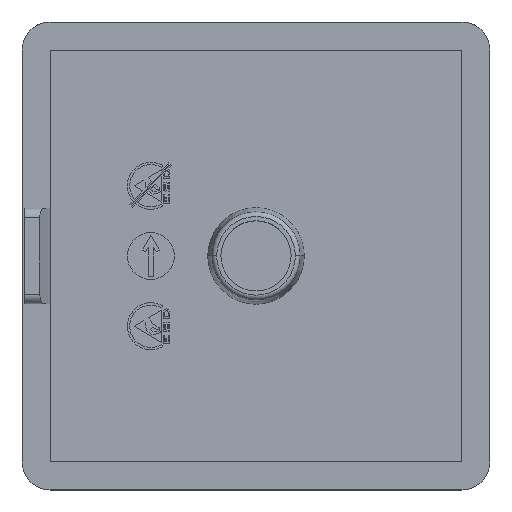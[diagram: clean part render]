
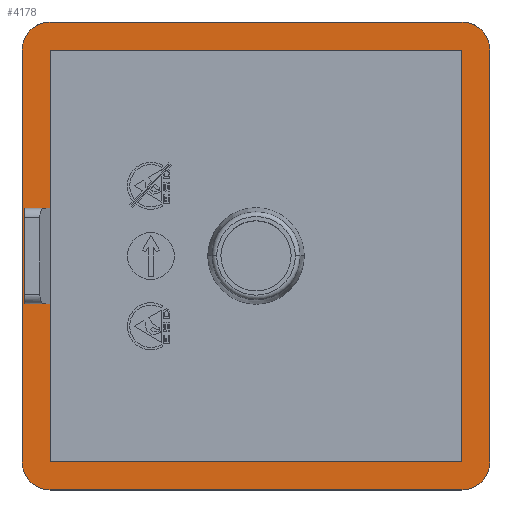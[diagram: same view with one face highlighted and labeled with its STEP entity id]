
A CAD part, top view. The second image highlights one B-rep face of the part: STEP entity #4178.
In plain terms, the highlighted planar face has unit normal (0, 0, 1).
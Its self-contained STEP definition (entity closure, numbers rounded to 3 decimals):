
#151 = AXIS2_PLACEMENT_3D ( 'NONE', #6379, #2635, #7021 ) ;
#153 = VECTOR ( 'NONE', #4538, 1000. ) ;
#180 = CARTESIAN_POINT ( 'NONE',  ( 22., 25., 4. ) ) ;
#192 = DIRECTION ( 'NONE',  ( -1., 0., 0. ) ) ;
#242 = LINE ( 'NONE', #1769, #3590 ) ;
#243 = DIRECTION ( 'NONE',  ( 0., 0., 1. ) ) ;
#303 = VERTEX_POINT ( 'NONE', #2872 ) ;
#358 = EDGE_CURVE ( 'NONE', #2109, #6204, #7040, .T. ) ;
#386 = DIRECTION ( 'NONE',  ( 0., 1., 0. ) ) ;
#397 = CARTESIAN_POINT ( 'NONE',  ( 25., -5.1, 4. ) ) ;
#406 = VECTOR ( 'NONE', #5778, 1000. ) ;
#445 = CARTESIAN_POINT ( 'NONE',  ( 22., 22., 4. ) ) ;
#589 = DIRECTION ( 'NONE',  ( 1., 0., 0. ) ) ;
#630 = ORIENTED_EDGE ( 'NONE', *, *, #6178, .T. ) ;
#700 = CARTESIAN_POINT ( 'NONE',  ( -22., 5.1, 4. ) ) ;
#713 = DIRECTION ( 'NONE',  ( 1., 0., 0. ) ) ;
#749 = CARTESIAN_POINT ( 'NONE',  ( -22., -22., 4. ) ) ;
#851 = VECTOR ( 'NONE', #1089, 1000. ) ;
#1041 = LINE ( 'NONE', #445, #851 ) ;
#1089 = DIRECTION ( 'NONE',  ( 0., 1., 0. ) ) ;
#1275 = CIRCLE ( 'NONE', #4049, 3. ) ;
#1318 = EDGE_CURVE ( 'NONE', #6524, #2109, #2389, .T. ) ;
#1334 = ORIENTED_EDGE ( 'NONE', *, *, #1318, .T. ) ;
#1375 = DIRECTION ( 'NONE',  ( 1., 0., 0. ) ) ;
#1518 = CARTESIAN_POINT ( 'NONE',  ( -22., -22., 4. ) ) ;
#1595 = DIRECTION ( 'NONE',  ( 1., 0., 0. ) ) ;
#1660 = CARTESIAN_POINT ( 'NONE',  ( -24.7, 5.1, 4. ) ) ;
#1703 = CIRCLE ( 'NONE', #7278, 3. ) ;
#1755 = VERTEX_POINT ( 'NONE', #6608 ) ;
#1769 = CARTESIAN_POINT ( 'NONE',  ( -25., -25., 4. ) ) ;
#1829 = LINE ( 'NONE', #2029, #153 ) ;
#1859 = FACE_OUTER_BOUND ( 'NONE', #5996, .T. ) ;
#1948 = EDGE_CURVE ( 'NONE', #6204, #6472, #5607, .T. ) ;
#1985 = VERTEX_POINT ( 'NONE', #3778 ) ;
#2029 = CARTESIAN_POINT ( 'NONE',  ( -22., 22., 4. ) ) ;
#2089 = ORIENTED_EDGE ( 'NONE', *, *, #4287, .F. ) ;
#2104 = ORIENTED_EDGE ( 'NONE', *, *, #6070, .T. ) ;
#2109 = VERTEX_POINT ( 'NONE', #7054 ) ;
#2204 = VECTOR ( 'NONE', #192, 1000. ) ;
#2210 = LINE ( 'NONE', #8003, #5137 ) ;
#2213 = AXIS2_PLACEMENT_3D ( 'NONE', #4638, #243, #4001 ) ;
#2389 = LINE ( 'NONE', #2402, #2204 ) ;
#2402 = CARTESIAN_POINT ( 'NONE',  ( -25., 25., 4. ) ) ;
#2415 = EDGE_LOOP ( 'NONE', ( #2089, #2960, #630, #2104, #2975, #7434, #5488, #7371 ) ) ;
#2450 = CARTESIAN_POINT ( 'NONE',  ( 22., -22., 4. ) ) ;
#2521 = EDGE_CURVE ( 'NONE', #4896, #1755, #1275, .T. ) ;
#2629 = VERTEX_POINT ( 'NONE', #700 ) ;
#2635 = DIRECTION ( 'NONE',  ( 0., 0., 1. ) ) ;
#2680 = VERTEX_POINT ( 'NONE', #1518 ) ;
#2741 = LINE ( 'NONE', #5715, #5665 ) ;
#2805 = VECTOR ( 'NONE', #1595, 1000. ) ;
#2872 = CARTESIAN_POINT ( 'NONE',  ( -22., -25., 4. ) ) ;
#2948 = ORIENTED_EDGE ( 'NONE', *, *, #1948, .T. ) ;
#2960 = ORIENTED_EDGE ( 'NONE', *, *, #5018, .T. ) ;
#2975 = ORIENTED_EDGE ( 'NONE', *, *, #5386, .F. ) ;
#3091 = DIRECTION ( 'NONE',  ( 1., 0., 0. ) ) ;
#3107 = VERTEX_POINT ( 'NONE', #6316 ) ;
#3108 = PLANE ( 'NONE',  #7698 ) ;
#3316 = ORIENTED_EDGE ( 'NONE', *, *, #4615, .T. ) ;
#3539 = DIRECTION ( 'NONE',  ( -1., 0., 0. ) ) ;
#3590 = VECTOR ( 'NONE', #3664, 1000. ) ;
#3664 = DIRECTION ( 'NONE',  ( 1., 0., 0. ) ) ;
#3731 = CARTESIAN_POINT ( 'NONE',  ( 25., -25., 4. ) ) ;
#3767 = CARTESIAN_POINT ( 'NONE',  ( -22., -5.1, 4. ) ) ;
#3778 = CARTESIAN_POINT ( 'NONE',  ( 22., -22., 4. ) ) ;
#3832 = VERTEX_POINT ( 'NONE', #7250 ) ;
#3968 = CARTESIAN_POINT ( 'NONE',  ( -22., 22., 4. ) ) ;
#4001 = DIRECTION ( 'NONE',  ( 1., 0., 0. ) ) ;
#4049 = AXIS2_PLACEMENT_3D ( 'NONE', #2450, #6850, #3091 ) ;
#4054 = LINE ( 'NONE', #3968, #5721 ) ;
#4178 = ADVANCED_FACE ( 'NONE', ( #1859, #5371 ), #3108, .T. ) ;
#4200 = VECTOR ( 'NONE', #713, 1000. ) ;
#4278 = EDGE_CURVE ( 'NONE', #2680, #1985, #5863, .T. ) ;
#4287 = EDGE_CURVE ( 'NONE', #5697, #2680, #2741, .T. ) ;
#4351 = DIRECTION ( 'NONE',  ( 0., 0., 1. ) ) ;
#4462 = CARTESIAN_POINT ( 'NONE',  ( -22., -22., 4. ) ) ;
#4464 = LINE ( 'NONE', #6581, #2805 ) ;
#4538 = DIRECTION ( 'NONE',  ( 0., -1., 0. ) ) ;
#4601 = DIRECTION ( 'NONE',  ( -1., 0., 0. ) ) ;
#4615 = EDGE_CURVE ( 'NONE', #1755, #7351, #7951, .T. ) ;
#4619 = VERTEX_POINT ( 'NONE', #1660 ) ;
#4638 = CARTESIAN_POINT ( 'NONE',  ( -22., 22., 4. ) ) ;
#4770 = LINE ( 'NONE', #397, #7756 ) ;
#4896 = VERTEX_POINT ( 'NONE', #5889 ) ;
#4987 = ORIENTED_EDGE ( 'NONE', *, *, #5340, .T. ) ;
#5018 = EDGE_CURVE ( 'NONE', #5697, #5279, #4770, .T. ) ;
#5116 = DIRECTION ( 'NONE',  ( 0., 0., 1. ) ) ;
#5137 = VECTOR ( 'NONE', #6694, 1000. ) ;
#5279 = VERTEX_POINT ( 'NONE', #7589 ) ;
#5340 = EDGE_CURVE ( 'NONE', #7351, #6524, #6839, .T. ) ;
#5362 = CARTESIAN_POINT ( 'NONE',  ( -25., 25., 4. ) ) ;
#5371 = FACE_BOUND ( 'NONE', #2415, .T. ) ;
#5386 = EDGE_CURVE ( 'NONE', #3832, #2629, #1829, .T. ) ;
#5483 = CARTESIAN_POINT ( 'NONE',  ( 25., 22., 4. ) ) ;
#5488 = ORIENTED_EDGE ( 'NONE', *, *, #7308, .F. ) ;
#5494 = CARTESIAN_POINT ( 'NONE',  ( -25., 22., 4. ) ) ;
#5607 = LINE ( 'NONE', #5362, #406 ) ;
#5665 = VECTOR ( 'NONE', #6357, 1000. ) ;
#5697 = VERTEX_POINT ( 'NONE', #3767 ) ;
#5715 = CARTESIAN_POINT ( 'NONE',  ( -22., 22., 4. ) ) ;
#5721 = VECTOR ( 'NONE', #4601, 1000. ) ;
#5778 = DIRECTION ( 'NONE',  ( 0., -1., 0. ) ) ;
#5863 = LINE ( 'NONE', #4462, #4200 ) ;
#5889 = CARTESIAN_POINT ( 'NONE',  ( 22., -25., 4. ) ) ;
#5996 = EDGE_LOOP ( 'NONE', ( #1334, #7597, #2948, #6828, #7094, #6176, #3316, #4987 ) ) ;
#6070 = EDGE_CURVE ( 'NONE', #4619, #2629, #4464, .T. ) ;
#6176 = ORIENTED_EDGE ( 'NONE', *, *, #2521, .T. ) ;
#6178 = EDGE_CURVE ( 'NONE', #5279, #4619, #2210, .T. ) ;
#6204 = VERTEX_POINT ( 'NONE', #5494 ) ;
#6316 = CARTESIAN_POINT ( 'NONE',  ( 22., 22., 4. ) ) ;
#6357 = DIRECTION ( 'NONE',  ( 0., -1., 0. ) ) ;
#6379 = CARTESIAN_POINT ( 'NONE',  ( 22., 22., 4. ) ) ;
#6433 = EDGE_CURVE ( 'NONE', #6472, #303, #1703, .T. ) ;
#6472 = VERTEX_POINT ( 'NONE', #7683 ) ;
#6524 = VERTEX_POINT ( 'NONE', #180 ) ;
#6556 = EDGE_CURVE ( 'NONE', #3107, #3832, #4054, .T. ) ;
#6581 = CARTESIAN_POINT ( 'NONE',  ( 25., 5.1, 4. ) ) ;
#6608 = CARTESIAN_POINT ( 'NONE',  ( 25., -22., 4. ) ) ;
#6694 = DIRECTION ( 'NONE',  ( 0., 1., 0. ) ) ;
#6828 = ORIENTED_EDGE ( 'NONE', *, *, #6433, .T. ) ;
#6839 = CIRCLE ( 'NONE', #151, 3. ) ;
#6850 = DIRECTION ( 'NONE',  ( 0., 0., 1. ) ) ;
#7021 = DIRECTION ( 'NONE',  ( 1., 0., 0. ) ) ;
#7040 = CIRCLE ( 'NONE', #2213, 3. ) ;
#7054 = CARTESIAN_POINT ( 'NONE',  ( -22., 25., 4. ) ) ;
#7094 = ORIENTED_EDGE ( 'NONE', *, *, #7375, .T. ) ;
#7250 = CARTESIAN_POINT ( 'NONE',  ( -22., 22., 4. ) ) ;
#7278 = AXIS2_PLACEMENT_3D ( 'NONE', #749, #5116, #1375 ) ;
#7308 = EDGE_CURVE ( 'NONE', #1985, #3107, #1041, .T. ) ;
#7351 = VERTEX_POINT ( 'NONE', #5483 ) ;
#7371 = ORIENTED_EDGE ( 'NONE', *, *, #4278, .F. ) ;
#7375 = EDGE_CURVE ( 'NONE', #303, #4896, #242, .T. ) ;
#7434 = ORIENTED_EDGE ( 'NONE', *, *, #6556, .F. ) ;
#7589 = CARTESIAN_POINT ( 'NONE',  ( -24.7, -5.1, 4. ) ) ;
#7597 = ORIENTED_EDGE ( 'NONE', *, *, #358, .T. ) ;
#7683 = CARTESIAN_POINT ( 'NONE',  ( -25., -22., 4. ) ) ;
#7698 = AXIS2_PLACEMENT_3D ( 'NONE', #3731, #4351, #589 ) ;
#7756 = VECTOR ( 'NONE', #3539, 1000. ) ;
#7767 = VECTOR ( 'NONE', #386, 1000. ) ;
#7936 = CARTESIAN_POINT ( 'NONE',  ( 25., 25., 4. ) ) ;
#7951 = LINE ( 'NONE', #7936, #7767 ) ;
#8003 = CARTESIAN_POINT ( 'NONE',  ( -24.7, -25., 4. ) ) ;
